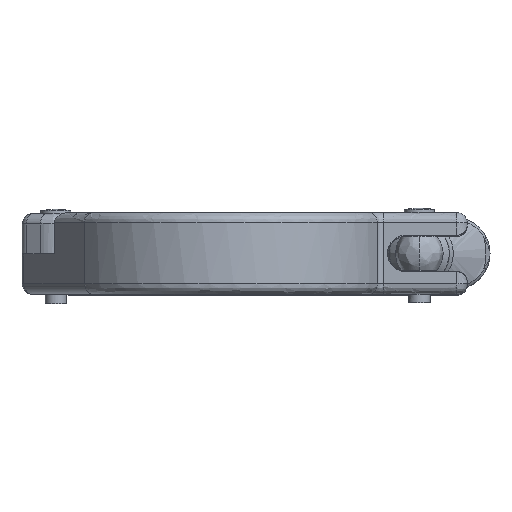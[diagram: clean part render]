
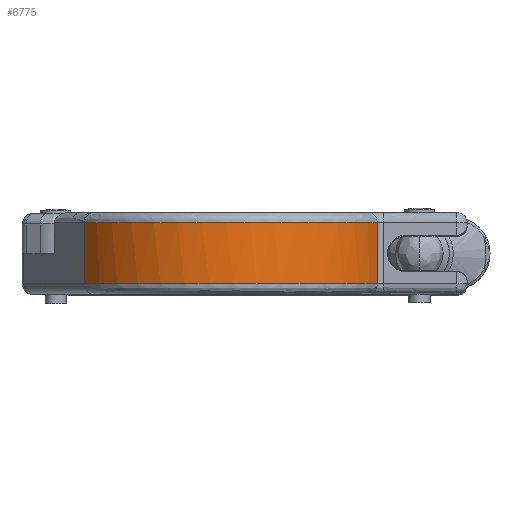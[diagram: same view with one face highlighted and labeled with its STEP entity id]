
A CAD part, front view. The second image highlights one B-rep face of the part: STEP entity #6775.
In plain terms, the highlighted free-form (B-spline) face has degree [2, 1] with [5, 2] control points.
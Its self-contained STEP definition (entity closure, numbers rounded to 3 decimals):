
#6677=CARTESIAN_POINT('V172',(-32.07,
   -21.469,-16.65));
#6678=VERTEX_POINT('V172',#6677);
#6684=CARTESIAN_POINT('V194',(-32.07,
   -21.469,-2.4));
#6685=VERTEX_POINT('V194',#6684);
#6686=CARTESIAN_POINT('E319',(-32.07,
   -21.469,-2.4));
#6687=CARTESIAN_POINT('E319',(-32.07,
   -21.469,-16.65));
#6688=B_SPLINE_CURVE_WITH_KNOTS('E319',1,(#6686,#6687),
   .POLYLINE_FORM.,.F.,.U.,(2,2),(0.126,
   0.874),.UNSPECIFIED.);
#6689=EDGE_CURVE('E319',#6685,#6678,#6688,.T.);
#6715=CARTESIAN_POINT('F117',(36.251,-13.235,
   0.0));
#6716=CARTESIAN_POINT('F117',(28.129,-35.482,
   0.0));
#6717=CARTESIAN_POINT('F117',(4.617,-38.315,
   0.0));
#6718=CARTESIAN_POINT('F117',(-18.896,
   -41.149,0.0));
#6719=CARTESIAN_POINT('F117',(-32.07,
   -21.469,0.0));
#6720=CARTESIAN_POINT('F117',(36.251,-13.235,
   -19.05));
#6721=CARTESIAN_POINT('F117',(28.129,-35.482,
   -19.05));
#6722=CARTESIAN_POINT('F117',(4.617,-38.315,
   -19.05));
#6723=CARTESIAN_POINT('F117',(-18.896,
   -41.149,-19.05));
#6724=CARTESIAN_POINT('F117',(-32.07,
   -21.469,-19.05));
#6732=(BOUNDED_SURFACE()B_SPLINE_SURFACE(2,1,((#6715,#6720),(
   #6716,#6721),(#6717,#6722),(#6718,#6723),(#6719,#6724)),
   .CYLINDRICAL_SURF.,.F.,.F.,.U.)B_SPLINE_SURFACE_WITH_KNOTS((3,2,
   3),(2,2),(0.0,2.486,4.973),(0.0,1.0),
   .UNSPECIFIED.)GEOMETRIC_REPRESENTATION_ITEM()
   RATIONAL_B_SPLINE_SURFACE(((1.0,1.0),(0.852,
   0.852),(1.0,1.0),(0.852,
   0.852),(1.0,1.0)))REPRESENTATION_ITEM('F117')
   SURFACE());
#6733=CARTESIAN_POINT('V174',(36.251,-13.235,
   -16.65));
#6734=VERTEX_POINT('V174',#6733);
#6735=CARTESIAN_POINT('E272',(-32.07,
   -21.469,-16.65));
#6736=CARTESIAN_POINT('E272',(-18.896,
   -41.149,-16.65));
#6737=CARTESIAN_POINT('E272',(4.617,-38.315,
   -16.65));
#6738=CARTESIAN_POINT('E272',(28.129,-35.482,
   -16.65));
#6739=CARTESIAN_POINT('E272',(36.251,-13.235,
   -16.65));
#6747=(BOUNDED_CURVE()B_SPLINE_CURVE(2,(#6735,#6736,#6737,#6738,
   #6739),.CIRCULAR_ARC.,.F.,.U.)B_SPLINE_CURVE_WITH_KNOTS((3,2,3),
   (2.0,12.568,23.136),.UNSPECIFIED.)CURVE(
   )GEOMETRIC_REPRESENTATION_ITEM()RATIONAL_B_SPLINE_CURVE((1.0,
   0.852,1.0,0.852,1.0))REPRESENTATION_ITEM(
   'E272'));
#6748=EDGE_CURVE('E272',#6678,#6734,#6747,.T.);
#6749=ORIENTED_EDGE('E272',*,*,#6748,.T.);
#6750=CARTESIAN_POINT('V190',(36.251,-13.235,
   -2.4));
#6751=VERTEX_POINT('V190',#6750);
#6752=CARTESIAN_POINT('E318',(36.251,-13.235,
   -16.65));
#6753=CARTESIAN_POINT('E318',(36.251,-13.235,
   -2.4));
#6754=B_SPLINE_CURVE_WITH_KNOTS('E318',1,(#6752,#6753),
   .POLYLINE_FORM.,.F.,.U.,(2,2),(0.126,
   0.874),.UNSPECIFIED.);
#6755=EDGE_CURVE('E318',#6734,#6751,#6754,.T.);
#6756=ORIENTED_EDGE('E318',*,*,#6755,.T.);
#6757=CARTESIAN_POINT('E300',(36.251,-13.235,
   -2.4));
#6758=CARTESIAN_POINT('E300',(28.129,-35.482,
   -2.4));
#6759=CARTESIAN_POINT('E300',(4.617,-38.315,
   -2.4));
#6760=CARTESIAN_POINT('E300',(-18.896,
   -41.149,-2.4));
#6761=CARTESIAN_POINT('E300',(-32.07,
   -21.469,-2.4));
#6769=(BOUNDED_CURVE()B_SPLINE_CURVE(2,(#6757,#6758,#6759,#6760,
   #6761),.CIRCULAR_ARC.,.F.,.U.)B_SPLINE_CURVE_WITH_KNOTS((3,2,3),
   (2.0,12.568,23.136),.UNSPECIFIED.)CURVE(
   )GEOMETRIC_REPRESENTATION_ITEM()RATIONAL_B_SPLINE_CURVE((1.0,
   0.852,1.0,0.852,1.0))REPRESENTATION_ITEM(
   'E300'));
#6770=EDGE_CURVE('E300',#6751,#6685,#6769,.T.);
#6771=ORIENTED_EDGE('E300',*,*,#6770,.T.);
#6772=ORIENTED_EDGE('E319',*,*,#6689,.T.);
#6773=EDGE_LOOP('F117',(#6749,#6756,#6771,#6772));
#6774=FACE_OUTER_BOUND('F117',#6773,.T.);
#6775=ADVANCED_FACE('F117',(#6774),#6732,.T.);
